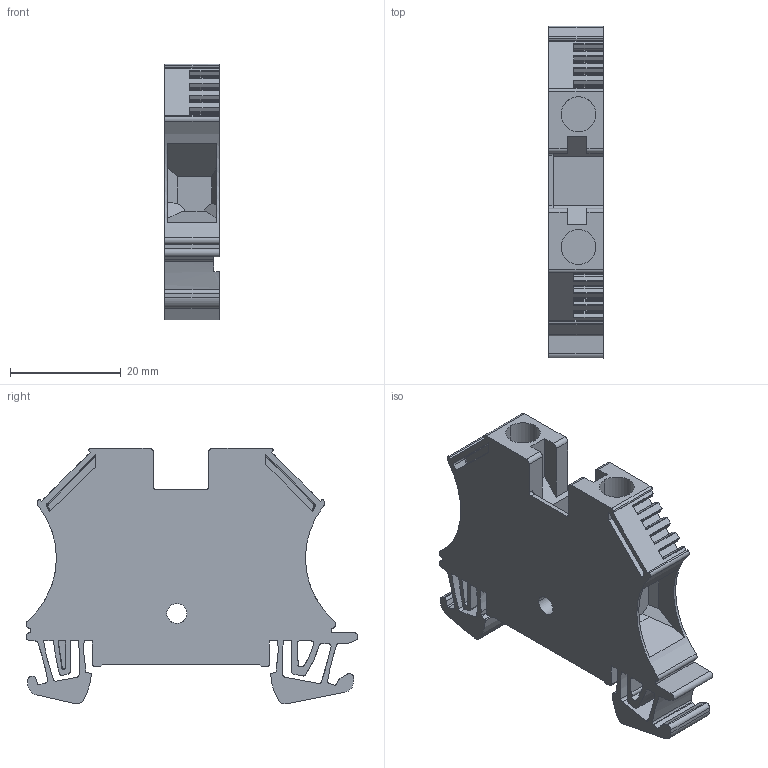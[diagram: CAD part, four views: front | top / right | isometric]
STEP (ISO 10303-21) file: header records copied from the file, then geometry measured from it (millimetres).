
FILE_DESCRIPTION(('CATIA V5 STEP Exchange','CAx-IF Rec.Pracs.--- Model Styling and Organization---1.4--- 2014-01-23'),'2;1');
FILE_NAME ('023094-2_1', '2022-11-09T09:33:48+00:00', ('none'), ('Weidmueller'), 'CATIA Version 5-6 Release 2016 SP3 HF44', 'CATIA V5 STEP AP214', 'none');
FILE_SCHEMA(('AUTOMOTIVE_DESIGN { 1 0 10303 214 1 1 1 1 }'));
Length unit declared in the file: millimetre
Products named in the file (1): 1833350000
Bounding box: 9.9 x 60 x 46.25 mm (x, y, z)
Volume: 15113.9 mm3; surface area: 8720.2 mm2
Topology: 1 solids, 1 shells, 347 faces, 1038 edges, 699 vertices
Faces by surface type: plane 220, cylinder 97, extrusion 17, cone 11, bspline 2
Entity records: 11687 total; most frequent: CARTESIAN_POINT 2620, ORIENTED_EDGE 2076, DIRECTION 1541, EDGE_CURVE 1038, VECTOR 785, LINE 768, VERTEX_POINT 699, AXIS2_PLACEMENT_3D 483
